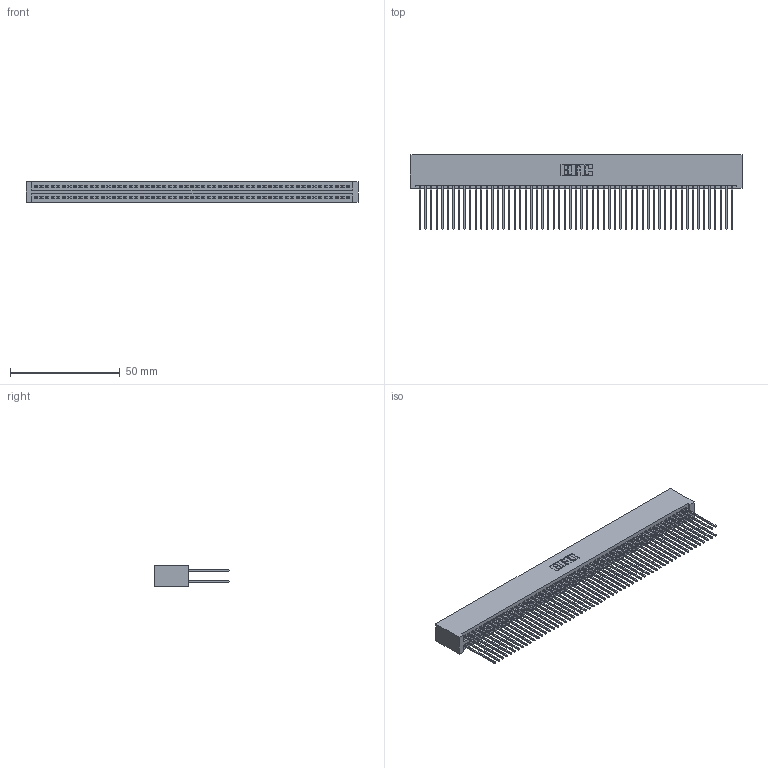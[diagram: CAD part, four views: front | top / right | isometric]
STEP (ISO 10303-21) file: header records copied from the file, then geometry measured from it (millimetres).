
FILE_DESCRIPTION (( 'STEP AP203' ), '1' );
FILE_NAME ('395-114-541-201.STEP', '2018-12-01T16:10:25', ( '' ), ( '' ), 'SwSTEP 2.0', 'SolidWorks 2016', '' );
FILE_SCHEMA (( 'CONFIG_CONTROL_DESIGN' ));
Length unit declared in the file: inch
Products named in the file (3): 345-292-001_345-293-141; 395-114-541-201; 345 Part_No Mounting Lugs
Assembly tree (115 placements, depth 2):
  395-114-541-201
    345 Part_No Mounting Lugs
    345-292-001_345-293-141  x114
Bounding box: 151.38 x 33.96 x 9.4 mm (x, y, z)
Volume: 16114.8 mm3; surface area: 27488.6 mm2
Topology: 115 solids, 115 shells, 5818 faces, 17303 edges, 11382 vertices
Faces by surface type: plane 3838, cylinder 1980
Entity records: 42445 total; most frequent: CARTESIAN_POINT 7100, ORIENTED_EDGE 7034, DIRECTION 6237, EDGE_CURVE 3517, LINE 3165, VECTOR 3165, VERTEX_POINT 2342, AXIS2_PLACEMENT_3D 1536
